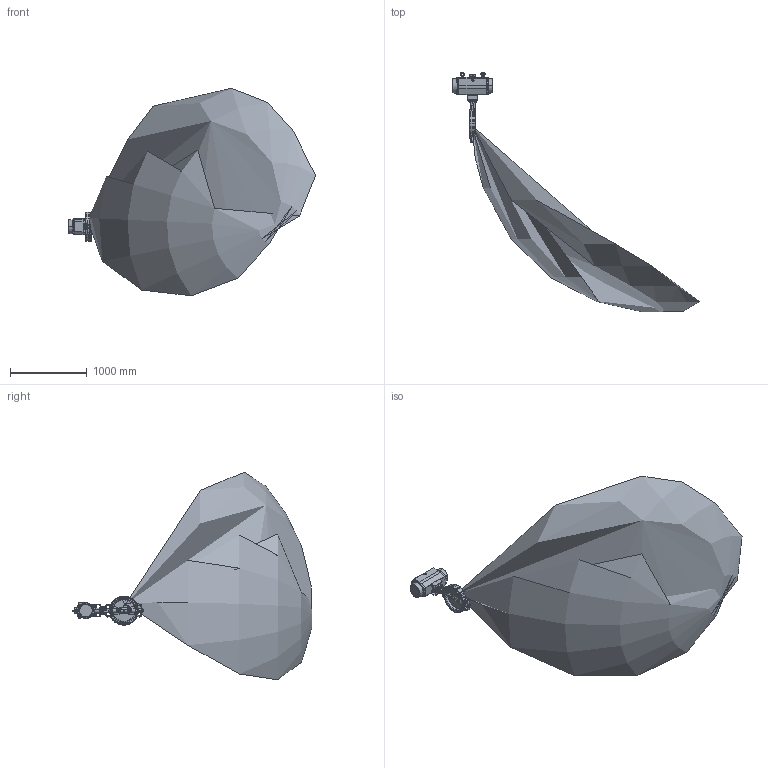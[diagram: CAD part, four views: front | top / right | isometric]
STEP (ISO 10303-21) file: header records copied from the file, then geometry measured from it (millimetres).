
FILE_DESCRIPTION (( 'STEP AP203' ), '1' );
FILE_NAME ('AK01_DN300_pneu.-einfachwirk..STEP', '2022-11-03T14:32:22', ( '' ), ( '' ), 'SwSTEP 2.0', 'SolidWorks 2021', '' );
FILE_SCHEMA (( 'CONFIG_CONTROL_DESIGN' ));
Products named in the file (1): AK01_DN300_pneu.-einfachwirk.
Bounding box: 3221.28 x 3124.8 x 2704.02 mm (x, y, z)
Topology: 0 solids, 398 shells, 1423 faces, 5390 edges, 4228 vertices
Faces by surface type: cylinder 391, plane 364, torus 331, cone 155, bspline 140, sphere 42
Entity records: 99203 total; most frequent: CARTESIAN_POINT 58030, DIRECTION 8111, ORIENTED_EDGE 7288, EDGE_CURVE 5165, VERTEX_POINT 4095, AXIS2_PLACEMENT_3D 3110, VECTOR 1891, LINE 1891
